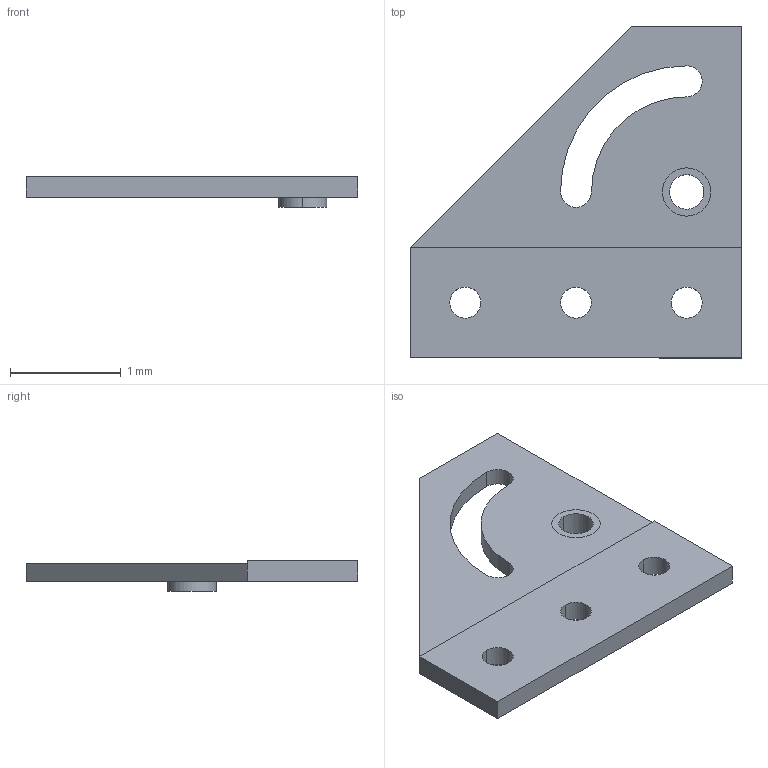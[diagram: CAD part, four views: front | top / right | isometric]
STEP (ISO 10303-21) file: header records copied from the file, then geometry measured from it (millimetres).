
FILE_DESCRIPTION((''),'2;1');
FILE_NAME('10HI8351.stp','2015-07-14T08:08:16',(''),(''),'Mechanical Desktop 2011','Mechanical Desktop 2011',', , ');
FILE_SCHEMA(('CONFIG_CONTROL_DESIGN'));
Length unit declared in the file: millimetre
Products named in the file (1): Product
Bounding box: 3 x 3 x 0.28 mm (x, y, z)
Volume: 1.1 mm3; surface area: 16.4 mm2
Topology: 2 solids, 2 shells, 27 faces, 68 edges, 45 vertices
Faces by surface type: cylinder 16, plane 11
Entity records: 943 total; most frequent: DIRECTION 156, CARTESIAN_POINT 141, ORIENTED_EDGE 136, EDGE_CURVE 68, AXIS2_PLACEMENT_3D 60, VERTEX_POINT 45, EDGE_LOOP 39, VECTOR 36
